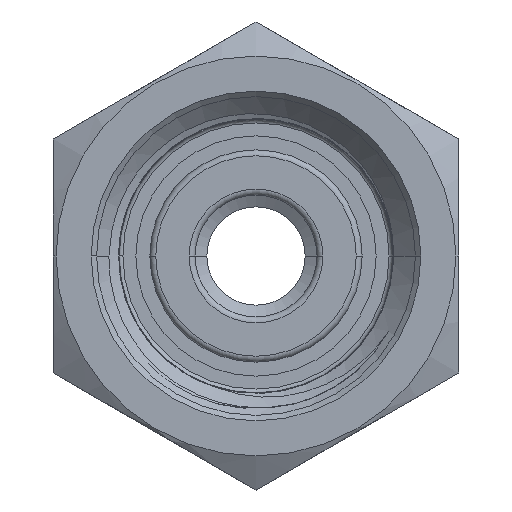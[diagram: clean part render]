
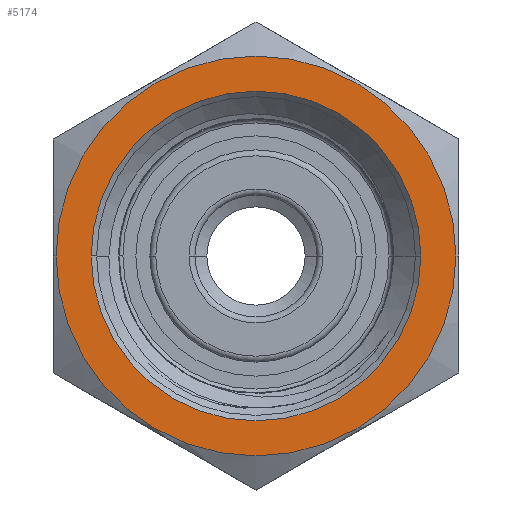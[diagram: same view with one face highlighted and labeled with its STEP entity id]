
A CAD part, left-side view. The second image highlights one B-rep face of the part: STEP entity #5174.
In plain terms, the highlighted face is planar.
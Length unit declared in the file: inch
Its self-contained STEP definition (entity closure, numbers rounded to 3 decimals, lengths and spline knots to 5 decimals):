
#99 = AXIS2_PLACEMENT_3D ( 'NONE', #1092, #4354, #5306 ) ;
#237 = DIRECTION ( 'NONE',  ( 1., 0., 0. ) ) ;
#555 = CIRCLE ( 'NONE', #2008, 0.305 ) ;
#650 = CIRCLE ( 'NONE', #3867, 0.305 ) ;
#803 = DIRECTION ( 'NONE',  ( 0., 1., 0. ) ) ;
#1092 = CARTESIAN_POINT ( 'NONE',  ( 0., 0., 0. ) ) ;
#1230 = CARTESIAN_POINT ( 'NONE',  ( 0., 0., 0. ) ) ;
#1747 = EDGE_CURVE ( 'NONE', #5304, #3140, #3994, .T. ) ;
#2008 = AXIS2_PLACEMENT_3D ( 'NONE', #3016, #237, #3435 ) ;
#2055 = EDGE_CURVE ( 'NONE', #4006, #3092, #650, .T. ) ;
#2235 = DIRECTION ( 'NONE',  ( 0., 1., 0. ) ) ;
#2540 = DIRECTION ( 'NONE',  ( 1., 0., 0. ) ) ;
#2636 = DIRECTION ( 'NONE',  ( 1., 0., 0. ) ) ;
#2697 = ORIENTED_EDGE ( 'NONE', *, *, #4429, .F. ) ;
#3016 = CARTESIAN_POINT ( 'NONE',  ( 0., 0., 0. ) ) ;
#3092 = VERTEX_POINT ( 'NONE', #3447 ) ;
#3140 = VERTEX_POINT ( 'NONE', #4276 ) ;
#3157 = PLANE ( 'NONE',  #3379 ) ;
#3379 = AXIS2_PLACEMENT_3D ( 'NONE', #4158, #2540, #803 ) ;
#3435 = DIRECTION ( 'NONE',  ( 0., 1., 0. ) ) ;
#3447 = CARTESIAN_POINT ( 'NONE',  ( 0., 0.305, 0. ) ) ;
#3467 = FACE_OUTER_BOUND ( 'NONE', #5487, .T. ) ;
#3565 = DIRECTION ( 'NONE',  ( 1., 0., 0. ) ) ;
#3867 = AXIS2_PLACEMENT_3D ( 'NONE', #1230, #3565, #2235 ) ;
#3994 = CIRCLE ( 'NONE', #99, 0.37 ) ;
#4006 = VERTEX_POINT ( 'NONE', #5049 ) ;
#4158 = CARTESIAN_POINT ( 'NONE',  ( 0., 0.37, 0. ) ) ;
#4276 = CARTESIAN_POINT ( 'NONE',  ( 0., 0.37, 0. ) ) ;
#4354 = DIRECTION ( 'NONE',  ( 1., 0., 0. ) ) ;
#4398 = FACE_BOUND ( 'NONE', #5763, .T. ) ;
#4415 = ORIENTED_EDGE ( 'NONE', *, *, #2055, .F. ) ;
#4429 = EDGE_CURVE ( 'NONE', #3092, #4006, #555, .T. ) ;
#4598 = EDGE_CURVE ( 'NONE', #3140, #5304, #5570, .T. ) ;
#4696 = AXIS2_PLACEMENT_3D ( 'NONE', #5428, #2636, #5918 ) ;
#5049 = CARTESIAN_POINT ( 'NONE',  ( 0., -0.305, 0. ) ) ;
#5174 = ADVANCED_FACE ( 'NONE', ( #3467, #4398 ), #3157, .T. ) ;
#5226 = ORIENTED_EDGE ( 'NONE', *, *, #4598, .T. ) ;
#5304 = VERTEX_POINT ( 'NONE', #5558 ) ;
#5306 = DIRECTION ( 'NONE',  ( 0., 1., 0. ) ) ;
#5428 = CARTESIAN_POINT ( 'NONE',  ( 0., 0., 0. ) ) ;
#5487 = EDGE_LOOP ( 'NONE', ( #5642, #5226 ) ) ;
#5558 = CARTESIAN_POINT ( 'NONE',  ( 0., -0.37, 0. ) ) ;
#5570 = CIRCLE ( 'NONE', #4696, 0.37 ) ;
#5642 = ORIENTED_EDGE ( 'NONE', *, *, #1747, .T. ) ;
#5763 = EDGE_LOOP ( 'NONE', ( #2697, #4415 ) ) ;
#5918 = DIRECTION ( 'NONE',  ( 0., 1., 0. ) ) ;
